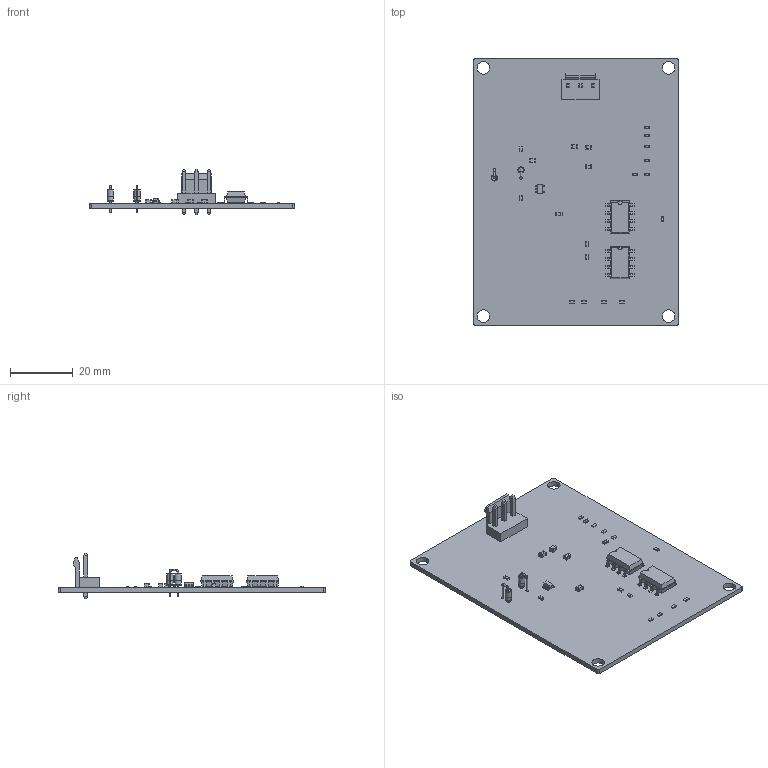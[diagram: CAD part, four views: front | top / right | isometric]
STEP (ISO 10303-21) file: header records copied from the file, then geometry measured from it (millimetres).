
FILE_DESCRIPTION(('KiCad electronic assembly'),'2;1');
FILE_NAME('kek.step','2024-10-09T16:41:36',('Pcbnew'),('Kicad'), 'Open CASCADE STEP processor 7.8','KiCad to STEP converter','Unknown' );
FILE_SCHEMA(('AUTOMOTIVE_DESIGN { 1 0 10303 214 1 1 1 1 }'));
Length unit declared in the file: millimetre
Products named in the file (14): kek 1; SOT-23-5; SOT_23_5; R_0603_1608Metric; DIP-8_W7.62mm_SMDSocket; DIP_8_W762mm_SMDSocket; C_0805_2012Metric; D_DO-35_SOD27_P2.54mm_Vertical_AnodeUp; B3P-VH(LF)(SN)--3DModel-STEP-1; B3P-VH(LF)(SN); kek_PCB
Assembly tree (33 placements, depth 3):
  kek 1
    SOT-23-5
      SOT_23_5
    R_0603_1608Metric  x15
      R_0603_1608Metric
    DIP-8_W7.62mm_SMDSocket  x2
      DIP_8_W762mm_SMDSocket
    C_0805_2012Metric  x5
      C_0805_2012Metric
    D_DO-35_SOD27_P2.54mm_Vertical_AnodeUp  x2
      D_DO-35_SOD27_P2.54mm_Vertical_AnodeUp
    B3P-VH(LF)(SN)--3DModel-STEP-1
      B3P-VH(LF)(SN)
    kek_PCB
Bounding box: 65 x 85 x 14.6 mm (x, y, z)
Volume: 9593.1 mm3; surface area: 13011 mm2
Topology: 30 solids, 30 shells, 1061 faces, 2691 edges, 1708 vertices
Faces by surface type: plane 673, cylinder 295, bspline 85, torus 8
Full cylindrical faces by diameter (mm): 0.5 x8, 0.8 x4, 1.7 x3, 2 x4, 2.02 x2, 4 x4
Entity records: 14969 total; most frequent: CARTESIAN_POINT 2376, ORIENTED_EDGE 2088, DIRECTION 1985, EDGE_CURVE 1044, LINE 795, VECTOR 795, VERTEX_POINT 650, AXIS2_PLACEMENT_3D 595
